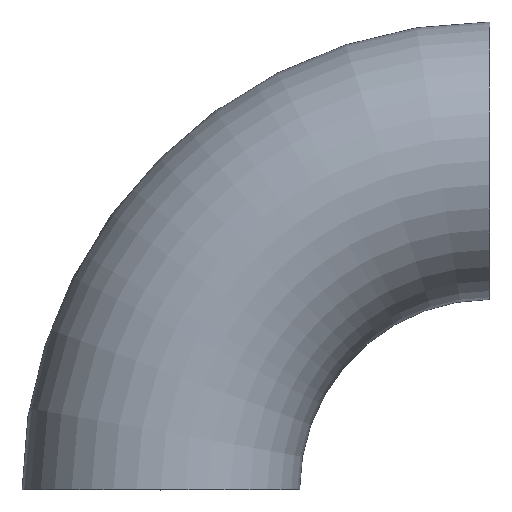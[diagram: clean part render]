
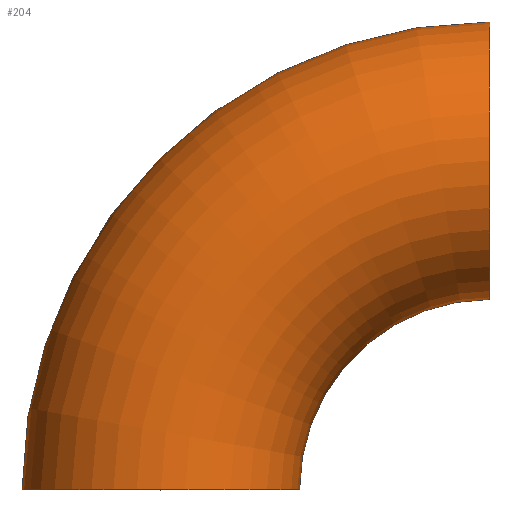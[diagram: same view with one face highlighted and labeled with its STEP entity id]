
A CAD part, top view. The second image highlights one B-rep face of the part: STEP entity #204.
In plain terms, the highlighted toroidal (fillet/blend) face has major radius 600 mm and minor radius 253 mm.
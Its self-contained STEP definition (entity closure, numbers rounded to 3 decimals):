
#1 = EDGE_CURVE ( 'NONE', #202, #56, #252, .T. ) ;
#5 = CARTESIAN_POINT ( 'NONE',  ( 253., 0., 0. ) ) ;
#8 = ORIENTED_EDGE ( 'NONE', *, *, #72, .F. ) ;
#11 = CARTESIAN_POINT ( 'NONE',  ( 600., 347., 0. ) ) ;
#19 = VERTEX_POINT ( 'NONE', #128 ) ;
#20 = VERTEX_POINT ( 'NONE', #183 ) ;
#29 = DIRECTION ( 'NONE',  ( 0., 0., 1. ) ) ;
#30 = DIRECTION ( 'NONE',  ( 1., 0., 0. ) ) ;
#35 = AXIS2_PLACEMENT_3D ( 'NONE', #93, #135, #30 ) ;
#36 = ORIENTED_EDGE ( 'NONE', *, *, #1, .F. ) ;
#39 = CIRCLE ( 'NONE', #75, 253. ) ;
#41 = CARTESIAN_POINT ( 'NONE',  ( 600., 0., 0. ) ) ;
#44 = CARTESIAN_POINT ( 'NONE',  ( 0., 0., 0. ) ) ;
#56 = VERTEX_POINT ( 'NONE', #5 ) ;
#72 = EDGE_CURVE ( 'NONE', #20, #202, #194, .T. ) ;
#74 = FACE_OUTER_BOUND ( 'NONE', #96, .T. ) ;
#75 = AXIS2_PLACEMENT_3D ( 'NONE', #44, #189, #76 ) ;
#76 = DIRECTION ( 'NONE',  ( 0., 0., 1. ) ) ;
#84 = EDGE_CURVE ( 'NONE', #19, #56, #39, .T. ) ;
#93 = CARTESIAN_POINT ( 'NONE',  ( 600., 0., 0. ) ) ;
#96 = EDGE_LOOP ( 'NONE', ( #8, #160, #156, #36 ) ) ;
#101 = AXIS2_PLACEMENT_3D ( 'NONE', #148, #29, #134 ) ;
#108 = DIRECTION ( 'NONE',  ( 0., 0., 1. ) ) ;
#121 = AXIS2_PLACEMENT_3D ( 'NONE', #169, #147, #145 ) ;
#128 = CARTESIAN_POINT ( 'NONE',  ( -253., 0., 0. ) ) ;
#134 = DIRECTION ( 'NONE',  ( 1., 0., 0. ) ) ;
#135 = DIRECTION ( 'NONE',  ( 0., 0., 1. ) ) ;
#145 = DIRECTION ( 'NONE',  ( 0., 0., 1. ) ) ;
#147 = DIRECTION ( 'NONE',  ( 1., 0., 0. ) ) ;
#148 = CARTESIAN_POINT ( 'NONE',  ( 600., 0., 0. ) ) ;
#156 = ORIENTED_EDGE ( 'NONE', *, *, #84, .T. ) ;
#160 = ORIENTED_EDGE ( 'NONE', *, *, #209, .T. ) ;
#169 = CARTESIAN_POINT ( 'NONE',  ( 600., 600., 0. ) ) ;
#170 = CIRCLE ( 'NONE', #35, 853. ) ;
#182 = DIRECTION ( 'NONE',  ( 1., 0., 0. ) ) ;
#183 = CARTESIAN_POINT ( 'NONE',  ( 600., 853., 0. ) ) ;
#189 = DIRECTION ( 'NONE',  ( 0., 1., 0. ) ) ;
#194 = CIRCLE ( 'NONE', #121, 253. ) ;
#195 = AXIS2_PLACEMENT_3D ( 'NONE', #41, #108, #182 ) ;
#202 = VERTEX_POINT ( 'NONE', #11 ) ;
#204 = ADVANCED_FACE ( 'NONE', ( #74 ), #233, .T. ) ;
#209 = EDGE_CURVE ( 'NONE', #20, #19, #170, .T. ) ;
#233 = TOROIDAL_SURFACE ( 'NONE', #101, 600., 253. ) ;
#252 = CIRCLE ( 'NONE', #195, 347. ) ;
